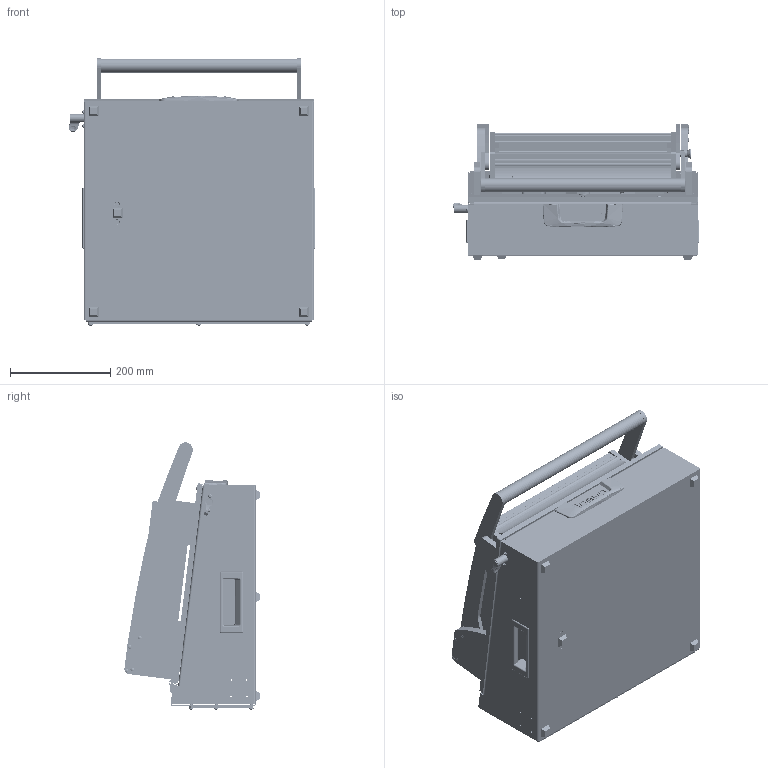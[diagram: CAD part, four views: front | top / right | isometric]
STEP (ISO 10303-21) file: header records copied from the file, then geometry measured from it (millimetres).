
FILE_DESCRIPTION (( 'STEP AP203' ), '1' );
FILE_NAME ('INGUN_43630.STEP', '2023-07-17T11:10:38', ( '' ), ( '' ), 'SwSTEP 2.0', 'SolidWorks 2021', '' );
FILE_SCHEMA (( 'CONFIG_CONTROL_DESIGN' ));
Length unit declared in the file: millimetre
Products named in the file (105): 30915~0; 111995~2_S; 114566~0_S; 35649~1_S; 31788~1; ASR~asr_拱04,2x07x拌8; DIN6325~n_04,0m6x014; 32171~0_S; DIN6325~n_04,0m6x016; INGUN_43630; DIN7991~n_M03,0x016 VA; 38786~1; 53829~2_KUNDE<S>; 32462~0_S; K_02038~0; 110322~4_S; 43495~0_S; 114920~0_S; 30758_01~0_S; 35714~3_S; 43582~9_KUNDE<S>; 109128~0_S; 110231~1_S; 20902~0; ISO7380~n_M05,0x030; 32587~6_S; 31253~0_S; 2720~0; DIN985-A2~n_M05,0; DIN7991~n_M05,0x012; DIN7991~n_M05,0x020; ISO7380~n_M05,0x008; DIN912~n_M04,0x016; 53838~0_S; 21332_02~0; ISO7380~n_M03,0x005; 53828~0_KUNDE<S>; 57801~2_S; DIN125~n_05,3 M05,0 Fase; 38564~0 ...
Assembly tree (219 placements, depth 6):
  INGUN_43630
    114903~0_S
      32172~8
      30758~0_S  x2
        30758_01~0_S
        30758_02~0_S
        38564~0
      20902~0
      21332~0_MA 2112<Standard>
        21332_02~0
        21332_01~0
      2720~0  x5
      53032~0_S
      32171~0_S
      32462~0_S
      29805~4_geschlossen<S>
        110322~4_S
        110705~2_S
        30984~0_S
        110231~1_S
        110443~0_S
        30112~0
        ISO7380~n_M05,0x030
        ISO7380~n_M04,0x008  x2
        DIN914~n_M04,0x05
      35334~0_S
      DIN7991~n_M05,0x016
      DIN7991~n_M05,0x012  x2
      DIN985-A2~n_M05,0  x3
      8804~0
      DIN125~n_05,3 M05,0 Fase  x2
    43530~6_KUNDE<S>
      109981~1_S
        43492~5
        35661~4_S
        35662~11_S
        35663~9_S
        2281~0_180ø<Standard>  x2
          2281~0
        112064~0_S  x2
        53031~0_S
        35649~1_S
        35651~1_S
        31253~0_S
        30955~0_S
        30915~0
        ASR~asr_拱04,2x07x拌8  x2
        2528~0  x2
        31109~0
        35664~1_S
        114566~0_S  x2
          112087~1_S
            111995~2_S
            112086~2_S
            DIN125~n_05,3 M05,0 Fase
          49317~0
          DIN912~n_M04,0x016
          DIN125~n_04,3 M04,0
          DIN125~n_06,4 M06,0 Fase
        DIN6325~n_04,0m6x016  x2
Bounding box: 491.5 x 269.75 x 533.52 mm (x, y, z)
Volume: 4729750 mm3; surface area: 2613152 mm2
Topology: 237 solids, 237 shells, 5646 faces, 14147 edges, 9025 vertices
Faces by surface type: cylinder 2324, plane 2189, cone 705, bspline 235, torus 97, sphere 96
Entity records: 128254 total; most frequent: CARTESIAN_POINT 29483, DIRECTION 18420, ORIENTED_EDGE 17114, EDGE_CURVE 8557, AXIS2_PLACEMENT_3D 6917, VERTEX_POINT 5518, LINE 4586, VECTOR 4586
